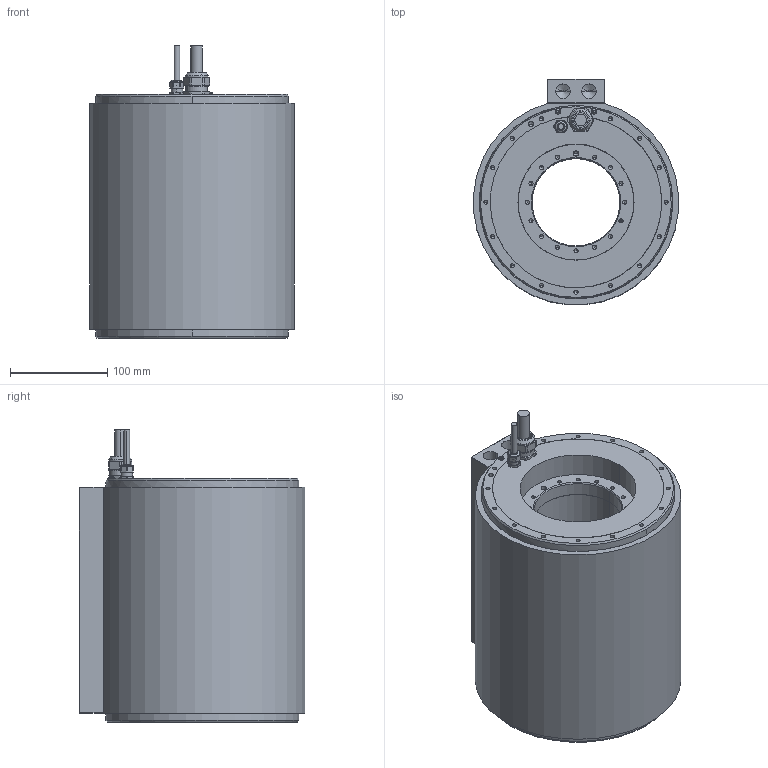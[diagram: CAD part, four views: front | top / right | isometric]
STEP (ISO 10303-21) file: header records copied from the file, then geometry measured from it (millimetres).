
FILE_DESCRIPTION((''),'2;1');
FILE_NAME('1220285-27_ASM','2018-10-16T',('CH5533'),(''),'PRO/ENGINEER BY PARAMETRIC TECHNOLOGY CORPORATION, 2014000','PRO/ENGINEER BY PARAMETRIC TECHNOLOGY CORPORATION, 2014000','');
FILE_SCHEMA(('CONFIG_CONTROL_DESIGN'));
Length unit declared in the file: millimetre
Products named in the file (3): PRT0001; PRT0002; 1220285-27_ASM
Assembly tree (2 placements, depth 2):
  1220285-27_ASM
    PRT0001
    PRT0002
Bounding box: 210.41 x 231.4 x 299.8 mm (x, y, z)
Volume: 7097330 mm3; surface area: 494151.7 mm2
Topology: 2 solids, 24 shells, 858 faces, 2032 edges, 1211 vertices
Faces by surface type: cylinder 375, plane 237, cone 192, torus 50, sphere 4
Entity records: 27108 total; most frequent: DIRECTION 4555, CARTESIAN_POINT 4139, ORIENTED_EDGE 3792, EDGE_CURVE 1896, AXIS2_PLACEMENT_3D 1831, VERTEX_POINT 1211, EDGE_LOOP 1029, CIRCLE 968
